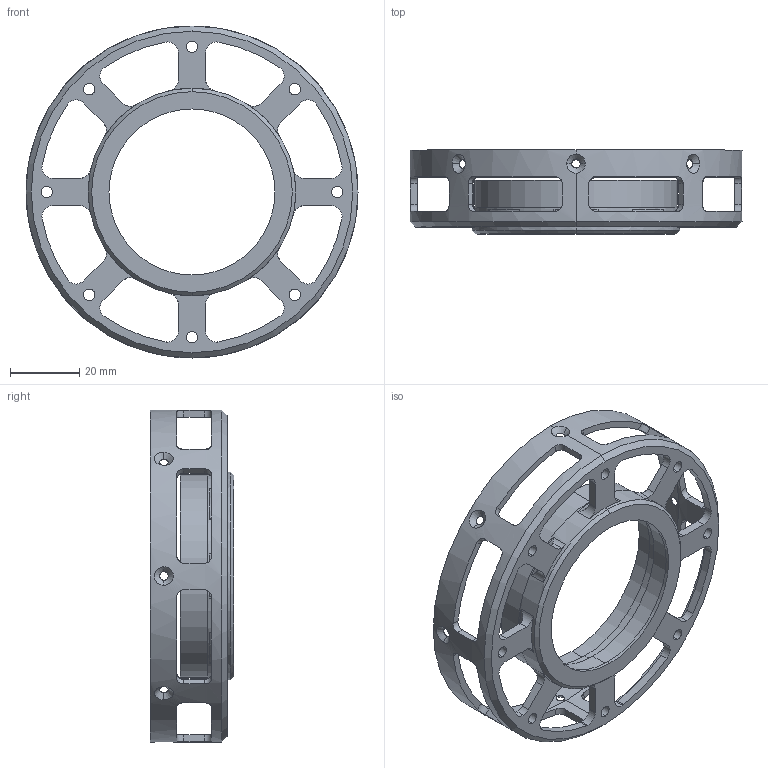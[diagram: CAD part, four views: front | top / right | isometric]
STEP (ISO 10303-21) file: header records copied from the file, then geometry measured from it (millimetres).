
FILE_DESCRIPTION (( 'STEP AP214' ), '1' );
FILE_NAME ('front housing.STEP', '2025-02-09T13:18:40', ( '' ), ( '' ), 'SwSTEP 2.0', 'SolidWorks 2024', '' );
FILE_SCHEMA (( 'AUTOMOTIVE_DESIGN' ));
Length unit declared in the file: millimetre
Products named in the file (1): front housing
Bounding box: 96 x 24.25 x 96 mm (x, y, z)
Volume: 20194.6 mm3; surface area: 21125.8 mm2
Topology: 1 solids, 1 shells, 199 faces, 604 edges, 401 vertices
Faces by surface type: cylinder 112, plane 58, cone 20, torus 9
Entity records: 8615 total; most frequent: CARTESIAN_POINT 3115, ORIENTED_EDGE 1208, DIRECTION 1074, EDGE_CURVE 604, AXIS2_PLACEMENT_3D 408, VERTEX_POINT 401, EDGE_LOOP 259, VECTOR 258
